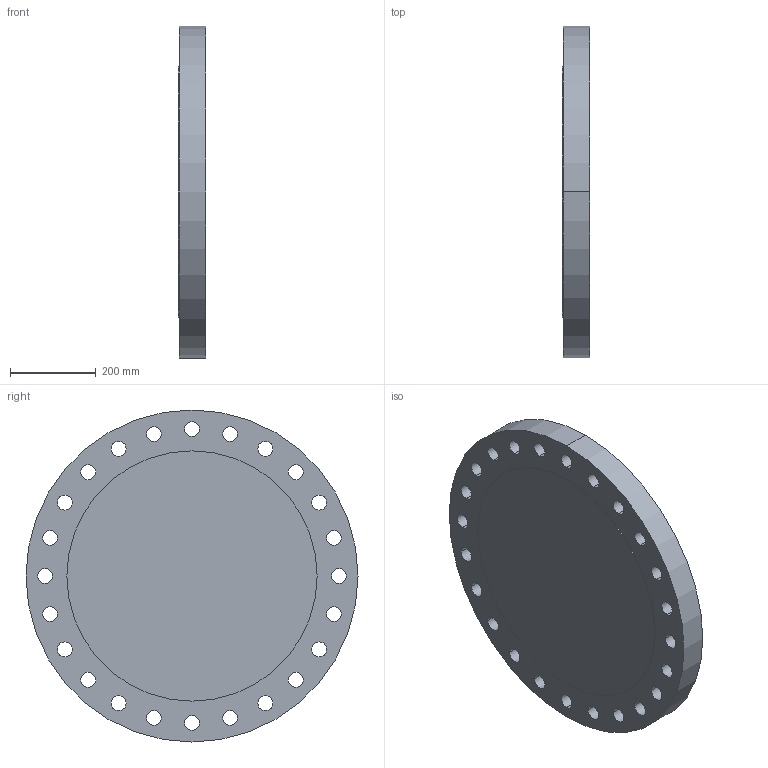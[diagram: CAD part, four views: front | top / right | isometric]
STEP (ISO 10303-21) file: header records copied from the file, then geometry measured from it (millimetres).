
FILE_DESCRIPTION (( 'STEP AP203' ), '1' );
FILE_NAME ('20_300_B165_RF_BLF.STEP', '2024-01-12T19:53:46', ( '' ), ( '' ), 'SwSTEP 2.0', 'SolidWorks 2023', '' );
FILE_SCHEMA (( 'CONFIG_CONTROL_DESIGN' ));
Length unit declared in the file: inch
Products named in the file (1): 20_300_B165_RF_BLF
Bounding box: 63.5 x 774.7 x 774.7 mm (x, y, z)
Volume: 28185406.4 mm3; surface area: 1213374.4 mm2
Topology: 1 solids, 1 shells, 55 faces, 156 edges, 104 vertices
Faces by surface type: cylinder 52, plane 3
Entity records: 2029 total; most frequent: DIRECTION 372, CARTESIAN_POINT 316, ORIENTED_EDGE 312, AXIS2_PLACEMENT_3D 160, EDGE_CURVE 156, CIRCLE 104, EDGE_LOOP 104, VERTEX_POINT 104
